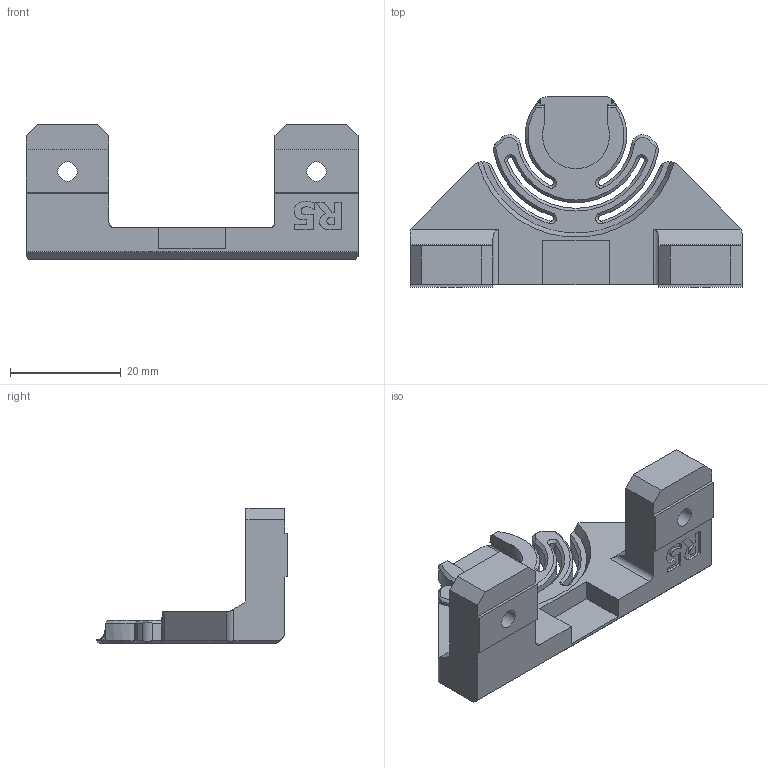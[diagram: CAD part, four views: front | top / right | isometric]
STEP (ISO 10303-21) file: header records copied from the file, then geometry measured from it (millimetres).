
FILE_DESCRIPTION(/* description */ (''),/* implementation_level */ '2;1');
FILE_NAME(/* name */ 'z-axis-bearing-housing.stp',/* time_stamp */ '2023-12-19T13:14:30+01:00',/* author */ ('Dominik Tebich'),/* organization */ (''),/* preprocessor_version */ 'ST-DEVELOPER v19.2',/* originating_system */ 'Autodesk Inventor 2023',/* authorisation */ '');
FILE_SCHEMA (('AUTOMOTIVE_DESIGN { 1 0 10303 214 3 1 1 }'));
Length unit declared in the file: millimetre
Products named in the file (1): z-axis-bearing-housing_R5
Bounding box: 60 x 34.5 x 24.4 mm (x, y, z)
Volume: 9737.4 mm3; surface area: 6088.9 mm2
Topology: 1 solids, 1 shells, 194 faces, 515 edges, 326 vertices
Faces by surface type: plane 87, cone 40, cylinder 36, bspline 30, torus 1
Full cylindrical faces by diameter (mm): 3.5 x2, 6 x2
Entity records: 6454 total; most frequent: CARTESIAN_POINT 1767, ORIENTED_EDGE 1026, DIRECTION 879, EDGE_CURVE 513, VERTEX_POINT 326, LINE 297, VECTOR 297, AXIS2_PLACEMENT_3D 291
